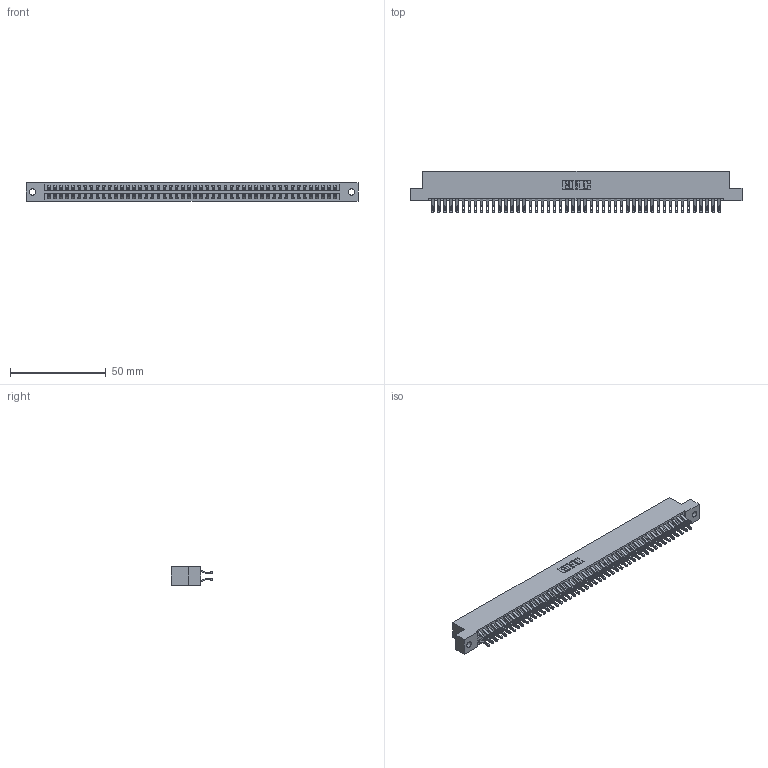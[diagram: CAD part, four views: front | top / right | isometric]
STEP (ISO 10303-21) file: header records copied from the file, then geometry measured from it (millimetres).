
FILE_DESCRIPTION (( 'STEP AP203' ), '1' );
FILE_NAME ('346-096-555-202.STEP', '2022-05-26T16:40:09', ( '' ), ( '' ), 'SwSTEP 2.0', 'SolidWorks 2020', '' );
FILE_SCHEMA (( 'CONFIG_CONTROL_DESIGN' ));
Length unit declared in the file: inch
Products named in the file (3): 346-096-555-202; 345-292-001_555 Tail; 346 Part_Flush Mounting Lugs - 0.128 Dia
Assembly tree (97 placements, depth 2):
  346-096-555-202
    346 Part_Flush Mounting Lugs - 0.128 Dia
    345-292-001_555 Tail  x96
Bounding box: 172.97 x 21.46 x 9.4 mm (x, y, z)
Volume: 17155.5 mm3; surface area: 24399 mm2
Topology: 97 solids, 97 shells, 5690 faces, 17897 edges, 11930 vertices
Faces by surface type: plane 3244, cylinder 2446
Entity records: 30847 total; most frequent: CARTESIAN_POINT 5110, ORIENTED_EDGE 5014, DIRECTION 4523, EDGE_CURVE 2507, LINE 2163, VECTOR 2163, VERTEX_POINT 1670, AXIS2_PLACEMENT_3D 1180
